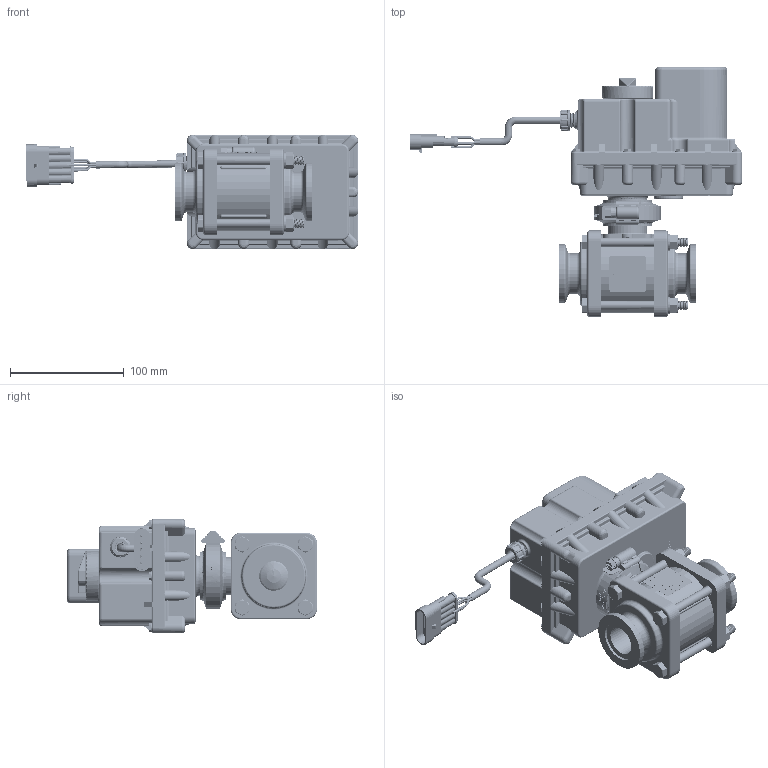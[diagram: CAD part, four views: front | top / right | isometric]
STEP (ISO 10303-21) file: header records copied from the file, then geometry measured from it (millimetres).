
FILE_DESCRIPTION(/* description */ ('1” MNFLD EV,12VDC, 4S PER ¼ TURN, 5W, O/C VRFY, NO ELCTRNCS'),/* implementation_level */ '2;1');
FILE_NAME(/* name */ 'MEV101CF9.stp',/* time_stamp */ '2023-03-02T09:16:58-05:00',/* author */ ('areid'),/* organization */ (''),/* preprocessor_version */ 'ST-DEVELOPER v18.1',/* originating_system */ 'Autodesk Inventor 2022',/* authorisation */ '');
FILE_SCHEMA (('AUTOMOTIVE_DESIGN { 1 0 10303 214 3 1 1 }'));
Products named in the file (48): MEV101CF9; MEV100XR1; MEV10254A; MEV10254AX; VE10155SSH; MEV10151; MEV10151SS; FP26041E; FP26041; UV15163; VE10278A; V10278X; VE10264E; V10117; V10118; V10119; VE10258A; VL1007; MVE004; EV3349; MEV10101B; MEV10102D; MEV10102DX; VEL1004; VEL1005; VE49839; VE4983X; VE4983X_1; CAM; VE129; Switch; Wire_5; switchbracket; Screw; VE15220; MVE105; VE107B; VE107B_1; F10E; VE109E ...
Assembly tree (86 placements, depth 5):
  MEV101CF9
    MEV100XR1
      MEV10254A
        MEV10254AX
      VE10155SSH
      MEV10151
        MEV10151SS
        FP26041E  x2
        FP26041  x2
        UV15163
      VE10278A  x2
        V10278X
      VE10264E  x2
      V10117  x4
      V10118  x4
      V10119  x4
      VE10258A  x2
      VL1007
    MVE004
    EV3349
      MEV10101B
      MEV10102D
        MEV10102DX
        VEL1004
        VEL1005
      VE49839
        VE4983X
          VE4983X_1
          CAM  x2
          switchbracket
          Switch  x2
          Screw  x2
        VE129
          Switch  x2
          Wire_5
          switchbracket
          Screw  x2
      VE15220  x10
      MVE105
      VE107B
        VE107B_1
      F10E
      VE109E
      A162
      MVE007
      MVE002
      A161
      VE033
      VE026  x5
      VE027  x5
    FC100
Bounding box: 292.09 x 220.15 x 100.33 mm (x, y, z)
Volume: 915661.8 mm3; surface area: 398647.7 mm2
Topology: 77 solids, 77 shells, 8580 faces, 21847 edges, 13858 vertices
Faces by surface type: plane 3785, cylinder 1896, bspline 1417, cone 788, torus 617, sphere 77
Full cylindrical faces by diameter (mm): 1.4 x5, 2.032 x15, 2.54 x4, 2.616 x20, 2.794 x10, 3.048 x6, 3.302 x8, 3.4 x10, 3.505 x120, 3.81 x6, 3.9 x5, 4.064 x12, 4.318 x4, 4.4 x10, 4.47 x6, 5.5 x5, 5.9 x5, 6.35 x3, 7.62 x1, 8.026 x4, 8.255 x4, 8.331 x10, 8.839 x1, 9.144 x8, 9.525 x3, 9.55 x2, 9.601 x1, 9.652 x1, 10.16 x1, 11.176 x1
Entity records: 249937 total; most frequent: CARTESIAN_POINT 97902, ORIENTED_EDGE 33250, DIRECTION 27522, EDGE_CURVE 16625, VERTEX_POINT 10736, LINE 9762, VECTOR 9762, AXIS2_PLACEMENT_3D 8880
